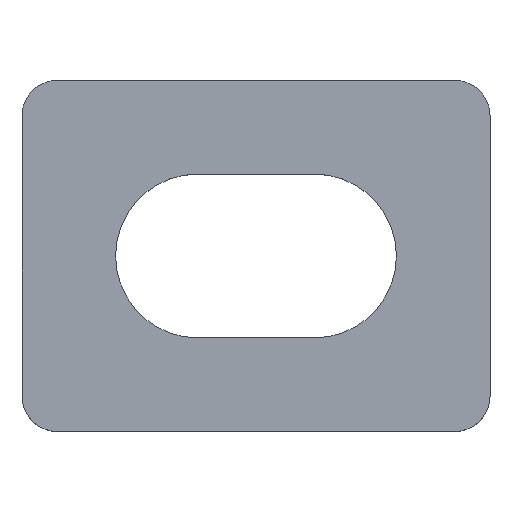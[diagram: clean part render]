
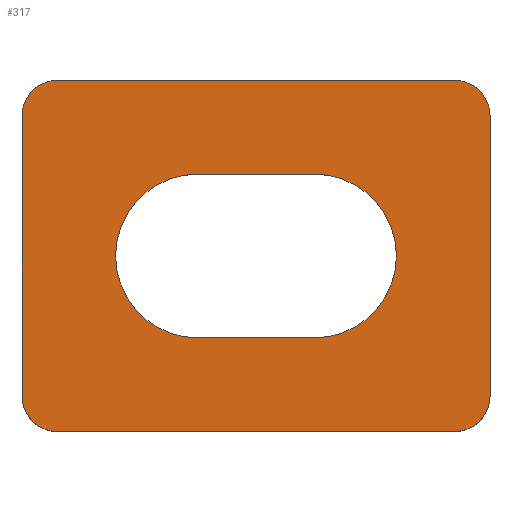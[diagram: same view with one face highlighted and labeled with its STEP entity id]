
A CAD part, top view. The second image highlights one B-rep face of the part: STEP entity #317.
In plain terms, the highlighted planar face has unit normal (0, 0, 1).
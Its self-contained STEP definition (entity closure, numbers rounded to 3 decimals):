
#6 = CARTESIAN_POINT ( 'NONE',  ( 2.5, -3.5, 2. ) ) ;
#7 = VERTEX_POINT ( 'NONE', #568 ) ;
#14 = EDGE_CURVE ( 'NONE', #45, #203, #776, .T. ) ;
#24 = EDGE_CURVE ( 'NONE', #337, #45, #595, .T. ) ;
#26 = EDGE_CURVE ( 'NONE', #189, #298, #227, .T. ) ;
#29 = CARTESIAN_POINT ( 'NONE',  ( -8.5, -7.5, 2. ) ) ;
#32 = AXIS2_PLACEMENT_3D ( 'NONE', #602, #599, #597 ) ;
#42 = AXIS2_PLACEMENT_3D ( 'NONE', #468, #467, #466 ) ;
#45 = VERTEX_POINT ( 'NONE', #497 ) ;
#46 = AXIS2_PLACEMENT_3D ( 'NONE', #513, #512, #510 ) ;
#47 = AXIS2_PLACEMENT_3D ( 'NONE', #528, #527, #526 ) ;
#51 = LINE ( 'NONE', #438, #108 ) ;
#57 = EDGE_CURVE ( 'NONE', #264, #189, #564, .T. ) ;
#58 = CARTESIAN_POINT ( 'NONE',  ( 2.5, 3.5, 2. ) ) ;
#60 = LINE ( 'NONE', #459, #372 ) ;
#64 = EDGE_CURVE ( 'NONE', #247, #417, #470, .T. ) ;
#76 = EDGE_CURVE ( 'NONE', #203, #188, #458, .T. ) ;
#102 = EDGE_CURVE ( 'NONE', #188, #697, #51, .T. ) ;
#106 = EDGE_CURVE ( 'NONE', #298, #340, #60, .T. ) ;
#108 = VECTOR ( 'NONE', #431, 1000. ) ;
#111 = CARTESIAN_POINT ( 'NONE',  ( -2.5, -3.5, 2. ) ) ;
#127 = CARTESIAN_POINT ( 'NONE',  ( -8.5, 7.5, 2. ) ) ;
#129 = EDGE_CURVE ( 'NONE', #7, #264, #493, .T. ) ;
#140 = DIRECTION ( 'NONE',  ( -1., 0., 0. ) ) ;
#144 = DIRECTION ( 'NONE',  ( 0., 0., -1. ) ) ;
#145 = CARTESIAN_POINT ( 'NONE',  ( 8.5, 6., 2. ) ) ;
#163 = VECTOR ( 'NONE', #569, 1000. ) ;
#168 = ORIENTED_EDGE ( 'NONE', *, *, #102, .F. ) ;
#173 = ORIENTED_EDGE ( 'NONE', *, *, #106, .F. ) ;
#188 = VERTEX_POINT ( 'NONE', #218 ) ;
#189 = VERTEX_POINT ( 'NONE', #6 ) ;
#203 = VERTEX_POINT ( 'NONE', #29 ) ;
#204 = AXIS2_PLACEMENT_3D ( 'NONE', #145, #144, #140 ) ;
#218 = CARTESIAN_POINT ( 'NONE',  ( -10., -6., 2. ) ) ;
#221 = AXIS2_PLACEMENT_3D ( 'NONE', #263, #259, #234 ) ;
#225 = EDGE_CURVE ( 'NONE', #417, #606, #534, .T. ) ;
#227 = CIRCLE ( 'NONE', #46, 3.5 ) ;
#234 = DIRECTION ( 'NONE',  ( -1., 0., 0. ) ) ;
#247 = VERTEX_POINT ( 'NONE', #127 ) ;
#259 = DIRECTION ( 'NONE',  ( 0., 0., 1. ) ) ;
#263 = CARTESIAN_POINT ( 'NONE',  ( -2.5, 0., 2. ) ) ;
#264 = VERTEX_POINT ( 'NONE', #111 ) ;
#277 = ORIENTED_EDGE ( 'NONE', *, *, #26, .F. ) ;
#285 = ORIENTED_EDGE ( 'NONE', *, *, #76, .F. ) ;
#290 = AXIS2_PLACEMENT_3D ( 'NONE', #610, #608, #605 ) ;
#298 = VERTEX_POINT ( 'NONE', #58 ) ;
#306 = FACE_BOUND ( 'NONE', #672, .T. ) ;
#308 = ORIENTED_EDGE ( 'NONE', *, *, #225, .F. ) ;
#317 = ADVANCED_FACE ( 'NONE', ( #306, #521 ), #414, .F. ) ;
#337 = VERTEX_POINT ( 'NONE', #435 ) ;
#340 = VERTEX_POINT ( 'NONE', #397 ) ;
#354 = ORIENTED_EDGE ( 'NONE', *, *, #755, .F. ) ;
#356 = LINE ( 'NONE', #615, #519 ) ;
#372 = VECTOR ( 'NONE', #407, 1000. ) ;
#396 = ORIENTED_EDGE ( 'NONE', *, *, #24, .F. ) ;
#397 = CARTESIAN_POINT ( 'NONE',  ( -2.5, 3.5, 2. ) ) ;
#407 = DIRECTION ( 'NONE',  ( -1., 0., 0. ) ) ;
#414 = PLANE ( 'NONE',  #761 ) ;
#417 = VERTEX_POINT ( 'NONE', #735 ) ;
#421 = CARTESIAN_POINT ( 'NONE',  ( 10., -7.5, 2. ) ) ;
#423 = DIRECTION ( 'NONE',  ( -1., 0., 0. ) ) ;
#431 = DIRECTION ( 'NONE',  ( 0., 1., 0. ) ) ;
#433 = ORIENTED_EDGE ( 'NONE', *, *, #129, .F. ) ;
#435 = CARTESIAN_POINT ( 'NONE',  ( 10., -6., 2. ) ) ;
#438 = CARTESIAN_POINT ( 'NONE',  ( -10., -7.5, 2. ) ) ;
#442 = EDGE_LOOP ( 'NONE', ( #456, #168, #285, #611, #396, #734, #308, #744 ) ) ;
#455 = DIRECTION ( 'NONE',  ( 0., 0., -1. ) ) ;
#456 = ORIENTED_EDGE ( 'NONE', *, *, #758, .F. ) ;
#458 = CIRCLE ( 'NONE', #42, 1.5 ) ;
#459 = CARTESIAN_POINT ( 'NONE',  ( 10., 3.5, 2. ) ) ;
#466 = DIRECTION ( 'NONE',  ( -1., 0., 0. ) ) ;
#467 = DIRECTION ( 'NONE',  ( 0., 0., -1. ) ) ;
#468 = CARTESIAN_POINT ( 'NONE',  ( -8.5, -6., 2. ) ) ;
#470 = LINE ( 'NONE', #495, #625 ) ;
#478 = DIRECTION ( 'NONE',  ( 1., 0., 0. ) ) ;
#490 = CARTESIAN_POINT ( 'NONE',  ( 10., -3.5, 2. ) ) ;
#493 = CIRCLE ( 'NONE', #221, 3.5 ) ;
#495 = CARTESIAN_POINT ( 'NONE',  ( 10., 7.5, 2. ) ) ;
#497 = CARTESIAN_POINT ( 'NONE',  ( 8.5, -7.5, 2. ) ) ;
#500 = DIRECTION ( 'NONE',  ( 1., 0., 0. ) ) ;
#506 = CIRCLE ( 'NONE', #32, 1.5 ) ;
#510 = DIRECTION ( 'NONE',  ( -1., 0., 0. ) ) ;
#512 = DIRECTION ( 'NONE',  ( 0., 0., 1. ) ) ;
#513 = CARTESIAN_POINT ( 'NONE',  ( 2.5, 0., 2. ) ) ;
#519 = VECTOR ( 'NONE', #614, 1000. ) ;
#521 = FACE_OUTER_BOUND ( 'NONE', #442, .T. ) ;
#526 = DIRECTION ( 'NONE',  ( -1., 0., 0. ) ) ;
#527 = DIRECTION ( 'NONE',  ( 0., 0., -1. ) ) ;
#528 = CARTESIAN_POINT ( 'NONE',  ( 8.5, -6., 2. ) ) ;
#534 = CIRCLE ( 'NONE', #204, 1.5 ) ;
#546 = ORIENTED_EDGE ( 'NONE', *, *, #57, .F. ) ;
#553 = CIRCLE ( 'NONE', #290, 3.5 ) ;
#559 = CARTESIAN_POINT ( 'NONE',  ( 10., -7.5, 2. ) ) ;
#564 = LINE ( 'NONE', #490, #616 ) ;
#568 = CARTESIAN_POINT ( 'NONE',  ( -6., 0., 2. ) ) ;
#569 = DIRECTION ( 'NONE',  ( -1., 0., 0. ) ) ;
#595 = CIRCLE ( 'NONE', #47, 1.5 ) ;
#597 = DIRECTION ( 'NONE',  ( -1., 0., 0. ) ) ;
#599 = DIRECTION ( 'NONE',  ( 0., 0., -1. ) ) ;
#602 = CARTESIAN_POINT ( 'NONE',  ( -8.5, 6., 2. ) ) ;
#605 = DIRECTION ( 'NONE',  ( -1., 0., 0. ) ) ;
#606 = VERTEX_POINT ( 'NONE', #668 ) ;
#608 = DIRECTION ( 'NONE',  ( 0., 0., 1. ) ) ;
#610 = CARTESIAN_POINT ( 'NONE',  ( -2.5, 0., 2. ) ) ;
#611 = ORIENTED_EDGE ( 'NONE', *, *, #14, .F. ) ;
#614 = DIRECTION ( 'NONE',  ( 0., -1., 0. ) ) ;
#615 = CARTESIAN_POINT ( 'NONE',  ( 10., -7.5, 2. ) ) ;
#616 = VECTOR ( 'NONE', #500, 1000. ) ;
#625 = VECTOR ( 'NONE', #478, 1000. ) ;
#655 = CARTESIAN_POINT ( 'NONE',  ( -10., 6., 2. ) ) ;
#668 = CARTESIAN_POINT ( 'NONE',  ( 10., 6., 2. ) ) ;
#672 = EDGE_LOOP ( 'NONE', ( #173, #277, #546, #433, #354 ) ) ;
#697 = VERTEX_POINT ( 'NONE', #655 ) ;
#734 = ORIENTED_EDGE ( 'NONE', *, *, #741, .F. ) ;
#735 = CARTESIAN_POINT ( 'NONE',  ( 8.5, 7.5, 2. ) ) ;
#741 = EDGE_CURVE ( 'NONE', #606, #337, #356, .T. ) ;
#744 = ORIENTED_EDGE ( 'NONE', *, *, #64, .F. ) ;
#755 = EDGE_CURVE ( 'NONE', #340, #7, #553, .T. ) ;
#758 = EDGE_CURVE ( 'NONE', #697, #247, #506, .T. ) ;
#761 = AXIS2_PLACEMENT_3D ( 'NONE', #421, #455, #423 ) ;
#776 = LINE ( 'NONE', #559, #163 ) ;
